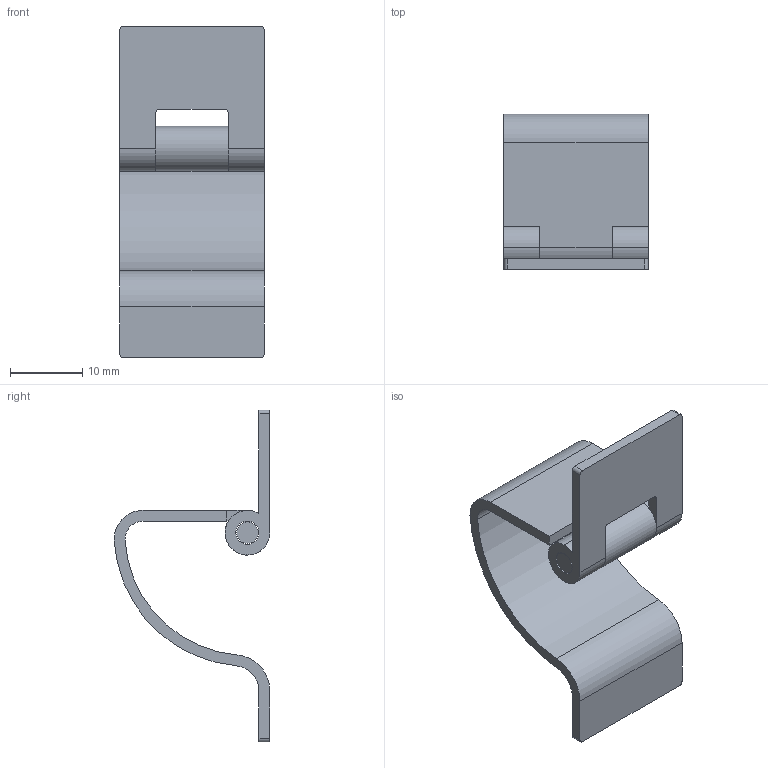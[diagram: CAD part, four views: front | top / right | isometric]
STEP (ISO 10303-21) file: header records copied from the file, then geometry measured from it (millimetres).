
FILE_DESCRIPTION (( 'STEP AP203' ), '1' );
FILE_NAME ('B-1008-16.STEP', '2009-01-07T04:10:19', ( ' ' ), ( ' ' ), 'SwSTEP 2.0', 'SolidWorks 2007', '' );
FILE_SCHEMA (( 'CONFIG_CONTROL_DESIGN' ));
Length unit declared in the file: millimetre
Products named in the file (4): B-1008-16幉__棉太倌; B-1008-16僸儞僕A__棉太倌; B-1008-16; B-1008-16僸儞僕B__棉太倌
Assembly tree (3 placements, depth 2):
  B-1008-16
    B-1008-16幉__棉太倌
    B-1008-16僸儞僕B__棉太倌
    B-1008-16僸儞僕A__棉太倌
Bounding box: 20 x 21.56 x 46 mm (x, y, z)
Volume: 2663.5 mm3; surface area: 3970.6 mm2
Topology: 3 solids, 3 shells, 48 faces, 126 edges, 84 vertices
Faces by surface type: cylinder 27, plane 21
Entity records: 1930 total; most frequent: DIRECTION 288, CARTESIAN_POINT 264, ORIENTED_EDGE 252, EDGE_CURVE 126, AXIS2_PLACEMENT_3D 108, VERTEX_POINT 84, LINE 72, VECTOR 72
